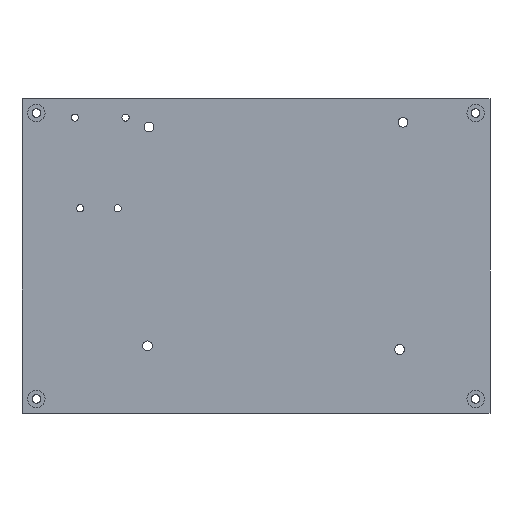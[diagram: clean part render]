
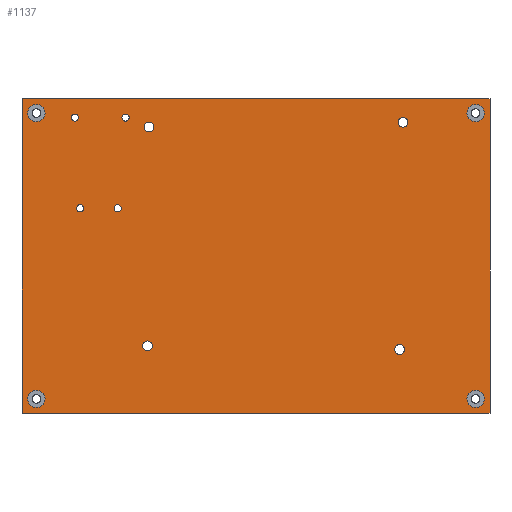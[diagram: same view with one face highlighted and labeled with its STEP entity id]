
A CAD part, front view. The second image highlights one B-rep face of the part: STEP entity #1137.
In plain terms, the highlighted planar face has unit normal (0, -1, 0).
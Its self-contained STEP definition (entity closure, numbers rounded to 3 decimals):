
#67=FACE_BOUND('',#301,.T.);
#68=FACE_BOUND('',#302,.T.);
#69=FACE_BOUND('',#303,.T.);
#70=FACE_BOUND('',#304,.T.);
#71=FACE_BOUND('',#305,.T.);
#72=FACE_BOUND('',#306,.T.);
#73=FACE_BOUND('',#307,.T.);
#74=FACE_BOUND('',#308,.T.);
#75=FACE_BOUND('',#309,.T.);
#76=FACE_BOUND('',#310,.T.);
#77=FACE_BOUND('',#311,.T.);
#78=FACE_BOUND('',#312,.T.);
#80=CIRCLE('',#1167,3.);
#84=CIRCLE('',#1173,3.);
#87=CIRCLE('',#1178,3.);
#91=CIRCLE('',#1184,3.);
#98=CIRCLE('',#1206,1.7);
#100=CIRCLE('',#1209,1.701);
#102=CIRCLE('',#1212,1.7);
#104=CIRCLE('',#1215,1.7);
#120=CIRCLE('',#1243,1.25);
#123=CIRCLE('',#1249,1.25);
#126=CIRCLE('',#1255,1.25);
#129=CIRCLE('',#1261,1.25);
#213=FACE_OUTER_BOUND('',#300,.T.);
#300=EDGE_LOOP('',(#1011,#1012,#1013,#1014,#1015,#1016,#1017,#1018,#1019,
#1020));
#301=EDGE_LOOP('',(#1021));
#302=EDGE_LOOP('',(#1022));
#303=EDGE_LOOP('',(#1023));
#304=EDGE_LOOP('',(#1024));
#305=EDGE_LOOP('',(#1025));
#306=EDGE_LOOP('',(#1026));
#307=EDGE_LOOP('',(#1027));
#308=EDGE_LOOP('',(#1028));
#309=EDGE_LOOP('',(#1029));
#310=EDGE_LOOP('',(#1030));
#311=EDGE_LOOP('',(#1031));
#312=EDGE_LOOP('',(#1032));
#340=LINE('',#1685,#436);
#346=LINE('',#1697,#442);
#348=LINE('',#1700,#444);
#351=LINE('',#1706,#447);
#353=LINE('',#1712,#449);
#367=LINE('',#1739,#463);
#406=LINE('',#1887,#502);
#408=LINE('',#1891,#504);
#409=LINE('',#1893,#505);
#410=LINE('',#1895,#506);
#436=VECTOR('',#1370,10.);
#442=VECTOR('',#1378,10.);
#444=VECTOR('',#1382,10.);
#447=VECTOR('',#1387,10.);
#449=VECTOR('',#1391,10.);
#463=VECTOR('',#1409,10.);
#502=VECTOR('',#1580,10.);
#504=VECTOR('',#1584,10.);
#505=VECTOR('',#1587,10.);
#506=VECTOR('',#1590,10.);
#515=VERTEX_POINT('',#1619);
#520=VERTEX_POINT('',#1633);
#523=VERTEX_POINT('',#1642);
#528=VERTEX_POINT('',#1656);
#535=VERTEX_POINT('',#1681);
#537=VERTEX_POINT('',#1684);
#539=VERTEX_POINT('',#1690);
#542=VERTEX_POINT('',#1695);
#543=VERTEX_POINT('',#1702);
#545=VERTEX_POINT('',#1708);
#547=VERTEX_POINT('',#1711);
#558=VERTEX_POINT('',#1738);
#562=VERTEX_POINT('',#1752);
#564=VERTEX_POINT('',#1758);
#566=VERTEX_POINT('',#1764);
#568=VERTEX_POINT('',#1770);
#587=VERTEX_POINT('',#1829);
#590=VERTEX_POINT('',#1840);
#593=VERTEX_POINT('',#1851);
#596=VERTEX_POINT('',#1862);
#601=VERTEX_POINT('',#1885);
#602=VERTEX_POINT('',#1889);
#615=EDGE_CURVE('',#515,#515,#80,.T.);
#622=EDGE_CURVE('',#520,#520,#84,.T.);
#626=EDGE_CURVE('',#523,#523,#87,.T.);
#633=EDGE_CURVE('',#528,#528,#91,.T.);
#646=EDGE_CURVE('',#535,#537,#340,.T.);
#652=EDGE_CURVE('',#539,#542,#346,.T.);
#654=EDGE_CURVE('',#537,#542,#348,.T.);
#657=EDGE_CURVE('',#543,#539,#351,.T.);
#659=EDGE_CURVE('',#547,#545,#353,.T.);
#673=EDGE_CURVE('',#558,#547,#367,.T.);
#680=EDGE_CURVE('',#562,#562,#98,.T.);
#683=EDGE_CURVE('',#564,#564,#100,.T.);
#686=EDGE_CURVE('',#566,#566,#102,.T.);
#689=EDGE_CURVE('',#568,#568,#104,.T.);
#718=EDGE_CURVE('',#587,#587,#120,.T.);
#723=EDGE_CURVE('',#590,#590,#123,.T.);
#728=EDGE_CURVE('',#593,#593,#126,.T.);
#733=EDGE_CURVE('',#596,#596,#129,.T.);
#744=EDGE_CURVE('',#601,#558,#406,.T.);
#746=EDGE_CURVE('',#602,#601,#408,.T.);
#747=EDGE_CURVE('',#602,#535,#409,.T.);
#748=EDGE_CURVE('',#545,#543,#410,.T.);
#1011=ORIENTED_EDGE('',*,*,#659,.T.);
#1012=ORIENTED_EDGE('',*,*,#748,.T.);
#1013=ORIENTED_EDGE('',*,*,#657,.T.);
#1014=ORIENTED_EDGE('',*,*,#652,.T.);
#1015=ORIENTED_EDGE('',*,*,#654,.F.);
#1016=ORIENTED_EDGE('',*,*,#646,.F.);
#1017=ORIENTED_EDGE('',*,*,#747,.F.);
#1018=ORIENTED_EDGE('',*,*,#746,.T.);
#1019=ORIENTED_EDGE('',*,*,#744,.T.);
#1020=ORIENTED_EDGE('',*,*,#673,.T.);
#1021=ORIENTED_EDGE('',*,*,#615,.T.);
#1022=ORIENTED_EDGE('',*,*,#622,.T.);
#1023=ORIENTED_EDGE('',*,*,#626,.T.);
#1024=ORIENTED_EDGE('',*,*,#633,.T.);
#1025=ORIENTED_EDGE('',*,*,#683,.T.);
#1026=ORIENTED_EDGE('',*,*,#689,.T.);
#1027=ORIENTED_EDGE('',*,*,#680,.T.);
#1028=ORIENTED_EDGE('',*,*,#686,.T.);
#1029=ORIENTED_EDGE('',*,*,#718,.T.);
#1030=ORIENTED_EDGE('',*,*,#733,.T.);
#1031=ORIENTED_EDGE('',*,*,#728,.T.);
#1032=ORIENTED_EDGE('',*,*,#723,.T.);
#1076=PLANE('',#1271);
#1137=ADVANCED_FACE('',(#213,#67,#68,#69,#70,#71,#72,#73,#74,#75,#76,#77,
#78),#1076,.F.);
#1167=AXIS2_PLACEMENT_3D('',#1620,#1297,#1298);
#1173=AXIS2_PLACEMENT_3D('',#1634,#1312,#1313);
#1178=AXIS2_PLACEMENT_3D('',#1643,#1323,#1324);
#1184=AXIS2_PLACEMENT_3D('',#1657,#1338,#1339);
#1206=AXIS2_PLACEMENT_3D('',#1753,#1422,#1423);
#1209=AXIS2_PLACEMENT_3D('',#1759,#1429,#1430);
#1212=AXIS2_PLACEMENT_3D('',#1765,#1436,#1437);
#1215=AXIS2_PLACEMENT_3D('',#1771,#1443,#1444);
#1243=AXIS2_PLACEMENT_3D('',#1831,#1512,#1513);
#1249=AXIS2_PLACEMENT_3D('',#1842,#1526,#1527);
#1255=AXIS2_PLACEMENT_3D('',#1853,#1540,#1541);
#1261=AXIS2_PLACEMENT_3D('',#1864,#1554,#1555);
#1271=AXIS2_PLACEMENT_3D('',#1894,#1588,#1589);
#1297=DIRECTION('center_axis',(0.,1.,0.));
#1298=DIRECTION('ref_axis',(1.,0.,0.));
#1312=DIRECTION('center_axis',(0.,1.,0.));
#1313=DIRECTION('ref_axis',(1.,0.,0.));
#1323=DIRECTION('center_axis',(0.,1.,0.));
#1324=DIRECTION('ref_axis',(1.,0.,0.));
#1338=DIRECTION('center_axis',(0.,1.,0.));
#1339=DIRECTION('ref_axis',(1.,0.,0.));
#1370=DIRECTION('',(-1.,0.,0.));
#1378=DIRECTION('',(-1.,0.,0.));
#1382=DIRECTION('',(0.,0.,1.));
#1387=DIRECTION('',(0.,0.,1.));
#1391=DIRECTION('',(0.,0.,1.));
#1409=DIRECTION('',(1.,0.,0.));
#1422=DIRECTION('center_axis',(0.,1.,0.));
#1423=DIRECTION('ref_axis',(-1.,0.,0.));
#1429=DIRECTION('center_axis',(0.,1.,0.));
#1430=DIRECTION('ref_axis',(-1.,0.,0.));
#1436=DIRECTION('center_axis',(0.,1.,0.));
#1437=DIRECTION('ref_axis',(-1.,0.,0.));
#1443=DIRECTION('center_axis',(0.,1.,0.));
#1444=DIRECTION('ref_axis',(-1.,0.,0.));
#1512=DIRECTION('center_axis',(0.,1.,0.));
#1513=DIRECTION('ref_axis',(1.,0.,0.));
#1526=DIRECTION('center_axis',(0.,1.,0.));
#1527=DIRECTION('ref_axis',(1.,0.,0.));
#1540=DIRECTION('center_axis',(0.,1.,0.));
#1541=DIRECTION('ref_axis',(1.,0.,0.));
#1554=DIRECTION('center_axis',(0.,1.,0.));
#1555=DIRECTION('ref_axis',(1.,0.,0.));
#1580=DIRECTION('',(0.,0.,1.));
#1584=DIRECTION('',(1.,0.,0.));
#1587=DIRECTION('',(0.,0.,1.));
#1588=DIRECTION('center_axis',(0.,1.,0.));
#1589=DIRECTION('ref_axis',(0.,0.,1.));
#1590=DIRECTION('',(-1.,0.,0.));
#1619=CARTESIAN_POINT('',(-134.63,0.,-2.));
#1620=CARTESIAN_POINT('Origin',(-131.63,0.,-2.));
#1633=CARTESIAN_POINT('',(18.,0.,-101.326));
#1634=CARTESIAN_POINT('Origin',(21.,0.,-101.326));
#1642=CARTESIAN_POINT('',(-134.63,0.,-101.326));
#1643=CARTESIAN_POINT('Origin',(-131.63,0.,-101.326));
#1656=CARTESIAN_POINT('',(18.,0.,-2.));
#1657=CARTESIAN_POINT('Origin',(21.,0.,-2.));
#1681=CARTESIAN_POINT('',(-132.63,0.,-106.326));
#1684=CARTESIAN_POINT('',(-136.63,0.,-106.326));
#1685=CARTESIAN_POINT('',(-132.63,0.,-106.326));
#1690=CARTESIAN_POINT('',(-132.63,0.,3.034));
#1695=CARTESIAN_POINT('',(-136.63,0.,3.034));
#1697=CARTESIAN_POINT('',(-132.63,0.,3.034));
#1700=CARTESIAN_POINT('',(-136.63,0.,-106.326));
#1702=CARTESIAN_POINT('',(-132.63,0.,3.));
#1706=CARTESIAN_POINT('',(-132.63,0.,-106.326));
#1708=CARTESIAN_POINT('',(26.,0.,3.));
#1711=CARTESIAN_POINT('',(26.,0.,-106.326));
#1712=CARTESIAN_POINT('',(26.,0.,-47.989));
#1738=CARTESIAN_POINT('',(-132.481,0.,-106.326));
#1739=CARTESIAN_POINT('',(-50.028,0.,-106.326));
#1752=CARTESIAN_POINT('',(-3.695,0.,-84.151));
#1753=CARTESIAN_POINT('Origin',(-5.395,0.,-84.151));
#1758=CARTESIAN_POINT('',(-91.305,0.,-82.891));
#1759=CARTESIAN_POINT('Origin',(-93.005,0.,-82.891));
#1764=CARTESIAN_POINT('',(-2.545,0.,-5.221));
#1765=CARTESIAN_POINT('Origin',(-4.245,0.,-5.221));
#1770=CARTESIAN_POINT('',(-90.795,0.,-6.851));
#1771=CARTESIAN_POINT('Origin',(-92.495,0.,-6.851));
#1829=CARTESIAN_POINT('',(-102.147,0.,-35.123));
#1831=CARTESIAN_POINT('Origin',(-103.397,0.,-35.123));
#1840=CARTESIAN_POINT('',(-99.382,0.,-3.585));
#1842=CARTESIAN_POINT('Origin',(-100.632,0.,-3.585));
#1851=CARTESIAN_POINT('',(-115.147,0.,-35.123));
#1853=CARTESIAN_POINT('Origin',(-116.397,0.,-35.123));
#1862=CARTESIAN_POINT('',(-117.032,0.,-3.585));
#1864=CARTESIAN_POINT('Origin',(-118.282,0.,-3.585));
#1885=CARTESIAN_POINT('',(-132.481,0.,-106.379));
#1887=CARTESIAN_POINT('',(-132.481,0.,-79.321));
#1889=CARTESIAN_POINT('',(-132.63,0.,-106.379));
#1891=CARTESIAN_POINT('',(-90.648,0.,-106.379));
#1893=CARTESIAN_POINT('',(-132.63,0.,-114.326));
#1894=CARTESIAN_POINT('Origin',(-48.815,0.,-44.315));
#1895=CARTESIAN_POINT('',(-50.065,0.,3.));
